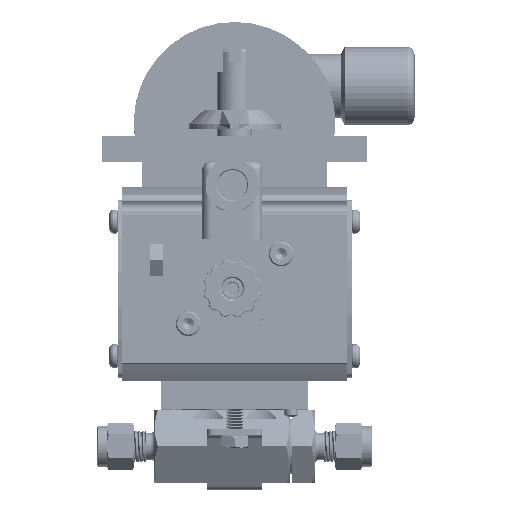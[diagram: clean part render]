
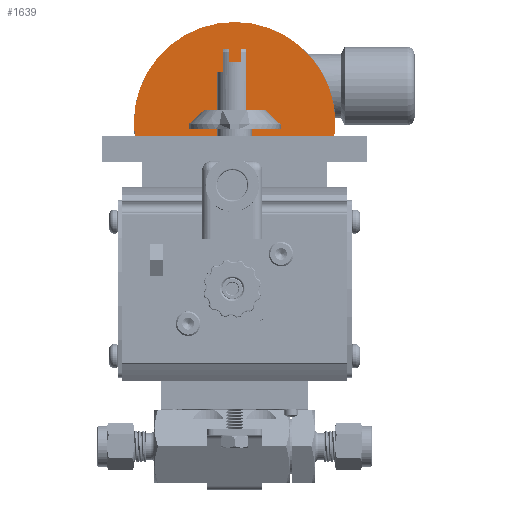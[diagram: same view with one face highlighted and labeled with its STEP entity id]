
A CAD part, top view. The second image highlights one B-rep face of the part: STEP entity #1639.
In plain terms, the highlighted planar face has unit normal (0, 0, 1).
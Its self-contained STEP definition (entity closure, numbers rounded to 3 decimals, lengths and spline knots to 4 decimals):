
#42 = CIRCLE ( 'NONE', #118444, 0.2478 ) ;
#1639 = ADVANCED_FACE ( 'NONE', ( #179988, #40939, #220917 ), #168373, .F. ) ;
#3476 = EDGE_CURVE ( 'NONE', #125279, #224075, #146776, .T. ) ;
#7821 = AXIS2_PLACEMENT_3D ( 'NONE', #74670, #196691, #92284 ) ;
#8252 = CARTESIAN_POINT ( 'NONE',  ( 0.0958, 3.861, -1.29 ) ) ;
#14458 = EDGE_LOOP ( 'NONE', ( #205943, #153081 ) ) ;
#19591 = DIRECTION ( 'NONE',  ( 0., 0., 1. ) ) ;
#27805 = EDGE_CURVE ( 'NONE', #63370, #190974, #121935, .T. ) ;
#29672 = DIRECTION ( 'NONE',  ( 1., 0., 0. ) ) ;
#31633 = ORIENTED_EDGE ( 'NONE', *, *, #65493, .F. ) ;
#39136 = CARTESIAN_POINT ( 'NONE',  ( -0.3435, 3.861, -1.29 ) ) ;
#40939 = FACE_BOUND ( 'NONE', #14458, .T. ) ;
#48398 = DIRECTION ( 'NONE',  ( 0., 0., -1. ) ) ;
#52499 = EDGE_CURVE ( 'NONE', #168986, #96607, #111804, .T. ) ;
#52856 = AXIS2_PLACEMENT_3D ( 'NONE', #39136, #161103, #56659 ) ;
#55636 = CARTESIAN_POINT ( 'NONE',  ( 0.3435, 3.861, -1.29 ) ) ;
#56659 = DIRECTION ( 'NONE',  ( 1., 0., 0. ) ) ;
#61377 = CARTESIAN_POINT ( 'NONE',  ( -0.3435, 3.861, -1.29 ) ) ;
#62710 = ORIENTED_EDGE ( 'NONE', *, *, #52499, .F. ) ;
#63370 = VERTEX_POINT ( 'NONE', #177050 ) ;
#65493 = EDGE_CURVE ( 'NONE', #96607, #168986, #150364, .T. ) ;
#67741 = ORIENTED_EDGE ( 'NONE', *, *, #104108, .F. ) ;
#71372 = CARTESIAN_POINT ( 'NONE',  ( -0.5912, 3.861, -1.29 ) ) ;
#73078 = DIRECTION ( 'NONE',  ( 1., 0., 0. ) ) ;
#74670 = CARTESIAN_POINT ( 'NONE',  ( 0.0005, 4.391, -1.29 ) ) ;
#78880 = DIRECTION ( 'NONE',  ( 1., 0., 0. ) ) ;
#83550 = ORIENTED_EDGE ( 'NONE', *, *, #27805, .F. ) ;
#92284 = DIRECTION ( 'NONE',  ( 1., 0., 0. ) ) ;
#94281 = AXIS2_PLACEMENT_3D ( 'NONE', #55636, #177516, #73078 ) ;
#96607 = VERTEX_POINT ( 'NONE', #189600 ) ;
#99043 = CARTESIAN_POINT ( 'NONE',  ( 0.0005, 4.391, -1.29 ) ) ;
#101418 = AXIS2_PLACEMENT_3D ( 'NONE', #152807, #48398, #170274 ) ;
#104108 = EDGE_CURVE ( 'NONE', #190974, #63370, #226024, .T. ) ;
#111804 = CIRCLE ( 'NONE', #183374, 0.2478 ) ;
#118444 = AXIS2_PLACEMENT_3D ( 'NONE', #123999, #19591, #141470 ) ;
#121920 = EDGE_CURVE ( 'NONE', #224075, #125279, #42, .T. ) ;
#121935 = CIRCLE ( 'NONE', #7821, 1.3675 ) ;
#123999 = CARTESIAN_POINT ( 'NONE',  ( 0.3435, 3.861, -1.29 ) ) ;
#125279 = VERTEX_POINT ( 'NONE', #8252 ) ;
#134053 = DIRECTION ( 'NONE',  ( 0., 0., -1. ) ) ;
#141470 = DIRECTION ( 'NONE',  ( 1., 0., 0. ) ) ;
#146776 = CIRCLE ( 'NONE', #94281, 0.2478 ) ;
#150364 = CIRCLE ( 'NONE', #52856, 0.2478 ) ;
#152807 = CARTESIAN_POINT ( 'NONE',  ( 0.0005, 4.391, -1.29 ) ) ;
#153081 = ORIENTED_EDGE ( 'NONE', *, *, #3476, .F. ) ;
#161103 = DIRECTION ( 'NONE',  ( 0., 0., 1. ) ) ;
#165012 = CARTESIAN_POINT ( 'NONE',  ( -1.367, 4.391, -1.29 ) ) ;
#168373 = PLANE ( 'NONE',  #213741 ) ;
#168986 = VERTEX_POINT ( 'NONE', #71372 ) ;
#170274 = DIRECTION ( 'NONE',  ( 1., 0., 0. ) ) ;
#174863 = EDGE_LOOP ( 'NONE', ( #31633, #62710 ) ) ;
#177050 = CARTESIAN_POINT ( 'NONE',  ( 1.368, 4.391, -1.29 ) ) ;
#177516 = DIRECTION ( 'NONE',  ( 0., 0., 1. ) ) ;
#179988 = FACE_OUTER_BOUND ( 'NONE', #189674, .T. ) ;
#183309 = DIRECTION ( 'NONE',  ( 0., 0., 1. ) ) ;
#183374 = AXIS2_PLACEMENT_3D ( 'NONE', #61377, #183309, #78880 ) ;
#189600 = CARTESIAN_POINT ( 'NONE',  ( -0.0957, 3.861, -1.29 ) ) ;
#189674 = EDGE_LOOP ( 'NONE', ( #67741, #83550 ) ) ;
#190974 = VERTEX_POINT ( 'NONE', #165012 ) ;
#196691 = DIRECTION ( 'NONE',  ( 0., 0., -1. ) ) ;
#200215 = CARTESIAN_POINT ( 'NONE',  ( 0.5913, 3.861, -1.29 ) ) ;
#205943 = ORIENTED_EDGE ( 'NONE', *, *, #121920, .F. ) ;
#213741 = AXIS2_PLACEMENT_3D ( 'NONE', #99043, #134053, #29672 ) ;
#220917 = FACE_BOUND ( 'NONE', #174863, .T. ) ;
#224075 = VERTEX_POINT ( 'NONE', #200215 ) ;
#226024 = CIRCLE ( 'NONE', #101418, 1.3675 ) ;
